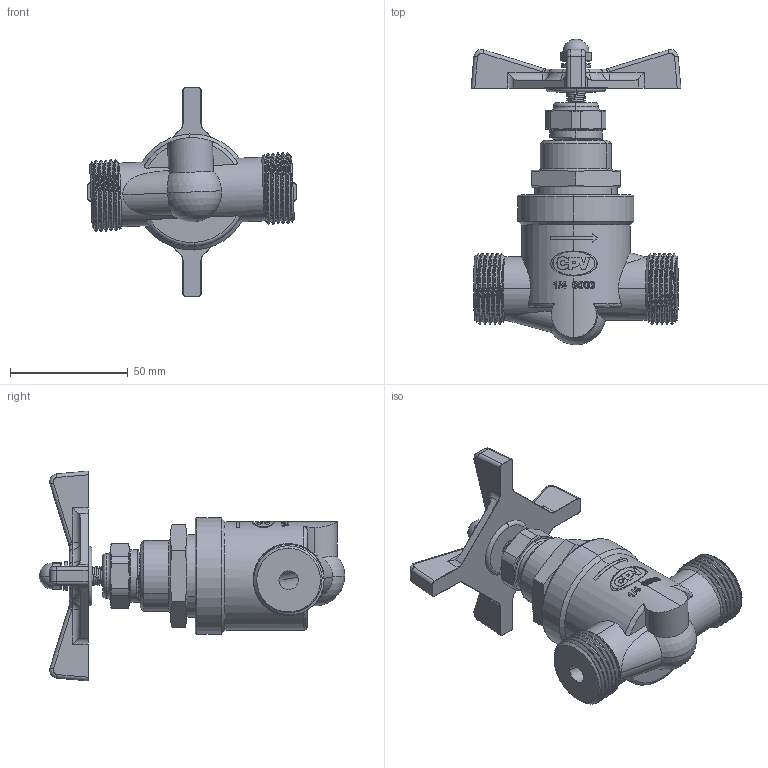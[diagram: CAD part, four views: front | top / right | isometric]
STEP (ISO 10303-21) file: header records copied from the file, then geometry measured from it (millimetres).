
FILE_DESCRIPTION (( 'STEP AP214' ), '1' );
FILE_NAME ('380-1.STEP', '2018-01-25T16:22:22', ( '' ), ( '' ), 'SwSTEP 2.0', 'SolidWorks 2018', '' );
FILE_SCHEMA (( 'AUTOMOTIVE_DESIGN' ));
Length unit declared in the file: inch
Products named in the file (1): 380-1
Bounding box: 88.88 x 129.56 x 88.88 mm (x, y, z)
Volume: 156927.7 mm3; surface area: 45287 mm2
Topology: 3 solids, 3 shells, 636 faces, 1620 edges, 1003 vertices
Faces by surface type: cylinder 242, bspline 133, plane 127, cone 64, torus 58, sphere 12
Entity records: 62216 total; most frequent: CARTESIAN_POINT 42530, ORIENTED_EDGE 3198, DIRECTION 2455, EDGE_CURVE 1599, VERTEX_POINT 1001, AXIS2_PLACEMENT_3D 974, EDGE_LOOP 674, FACE_OUTER_BOUND 636
